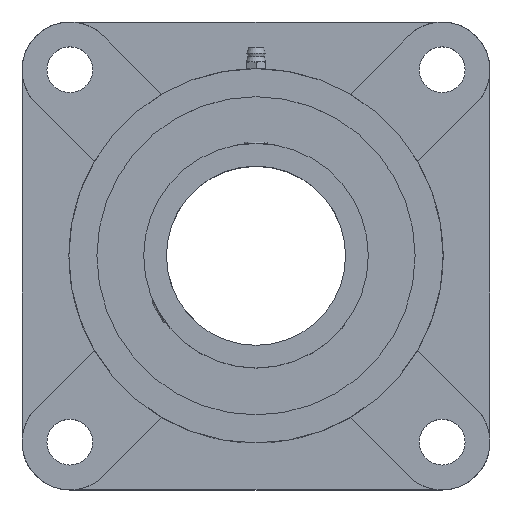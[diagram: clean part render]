
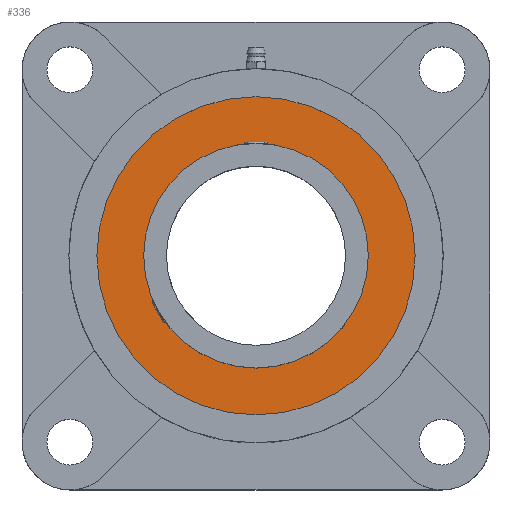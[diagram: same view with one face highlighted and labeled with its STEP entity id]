
A CAD part, top view. The second image highlights one B-rep face of the part: STEP entity #336.
In plain terms, the highlighted planar face has unit normal (0, 0, 1).
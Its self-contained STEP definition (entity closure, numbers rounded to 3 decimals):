
#336 = ADVANCED_FACE( '', ( #708, #709 ), #710, .T. );
#708 = FACE_BOUND( '', #1080, .T. );
#709 = FACE_OUTER_BOUND( '', #1081, .T. );
#710 = PLANE( '', #1082 );
#1080 = EDGE_LOOP( '', ( #1887 ) );
#1081 = EDGE_LOOP( '', ( #1888 ) );
#1082 = AXIS2_PLACEMENT_3D( '', #1889, #1890, #1891 );
#1887 = ORIENTED_EDGE( '', *, *, #2196, .T. );
#1888 = ORIENTED_EDGE( '', *, *, #2130, .F. );
#1889 = CARTESIAN_POINT( '', ( 0., 79.9, 61.2 ) );
#1890 = DIRECTION( '', ( 0., 0., 1. ) );
#1891 = DIRECTION( '', ( 1., 0., 0. ) );
#2130 = EDGE_CURVE( '', #2552, #2552, #2553, .T. );
#2196 = EDGE_CURVE( '', #2647, #2647, #2648, .T. );
#2552 = VERTEX_POINT( '', #3466 );
#2553 = CIRCLE( '', #3467, 79.9 );
#2647 = VERTEX_POINT( '', #3735 );
#2648 = CIRCLE( '', #3736, 56.4 );
#3466 = CARTESIAN_POINT( '', ( -79.9, 0., 61.2 ) );
#3467 = AXIS2_PLACEMENT_3D( '', #4149, #4150, #4151 );
#3735 = CARTESIAN_POINT( '', ( -56.4, 0., 61.2 ) );
#3736 = AXIS2_PLACEMENT_3D( '', #4208, #4209, #4210 );
#4149 = CARTESIAN_POINT( '', ( 0., 0., 61.2 ) );
#4150 = DIRECTION( '', ( 0., 0., -1. ) );
#4151 = DIRECTION( '', ( -1., 0., 0. ) );
#4208 = CARTESIAN_POINT( '', ( 0., 0., 61.2 ) );
#4209 = DIRECTION( '', ( 0., 0., -1. ) );
#4210 = DIRECTION( '', ( -1., 0., 0. ) );
